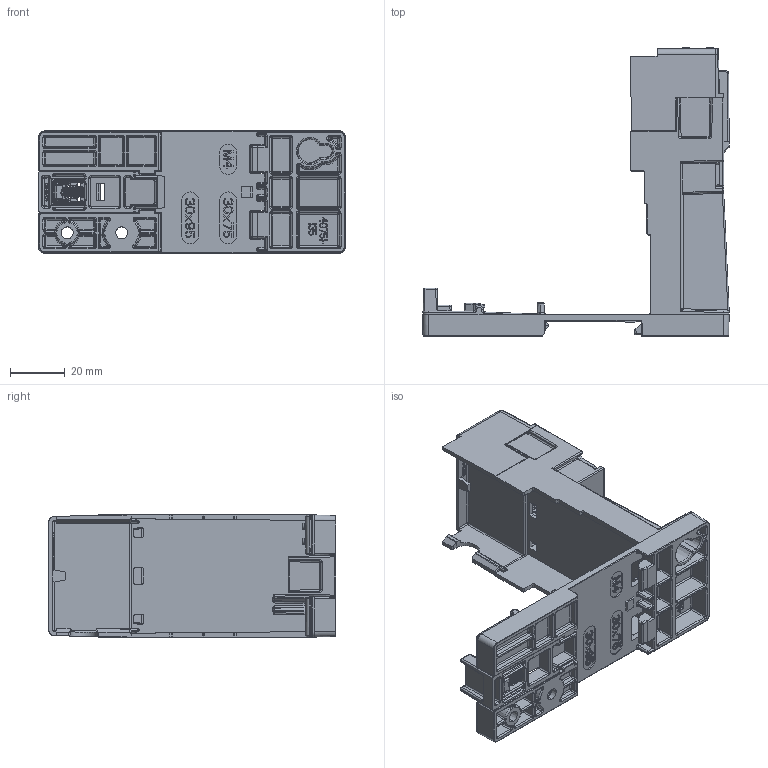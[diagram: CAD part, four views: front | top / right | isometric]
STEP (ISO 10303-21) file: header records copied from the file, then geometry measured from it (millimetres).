
FILE_DESCRIPTION((''),'2;1');
FILE_NAME('40751-343_ASM','2012-10-26T',('GLLehman'),('Rockwell Automation'),'PRO/ENGINEER BY PARAMETRIC TECHNOLOGY CORPORATION, 2010140','PRO/ENGINEER BY PARAMETRIC TECHNOLOGY CORPORATION, 2010140','');
FILE_SCHEMA(('CONFIG_CONTROL_DESIGN'));
Products named in the file (10): 40751-135; 40751-132; 40794-40026252; 40794-329-BOXWO; 40794-40794329SC; 40794-40794329PP; 40794-329-52_ASM; 40751-136; 40755-035; 40751-343_ASM
Assembly tree (13 placements, depth 3):
  40751-343_ASM
    40751-135
    40751-132
    40794-40026252
    40794-329-52_ASM  x3
      40794-329-BOXWO
      40794-40794329SC
      40794-40794329PP
    40751-136
    40755-035  x3
Bounding box: 112.42 x 105.6 x 44.8 mm (x, y, z)
Volume: 54634.1 mm3; surface area: 62075.5 mm2
Topology: 16 solids, 19 shells, 5415 faces, 13607 edges, 8301 vertices
Faces by surface type: plane 2901, cylinder 1505, bspline 559, sphere 293, torus 92, cone 65
Entity records: 176533 total; most frequent: CARTESIAN_POINT 66170, ORIENTED_EDGE 24202, DIRECTION 20793, EDGE_CURVE 12107, VECTOR 8135, LINE 8135, VERTEX_POINT 7363, AXIS2_PLACEMENT_3D 6329
